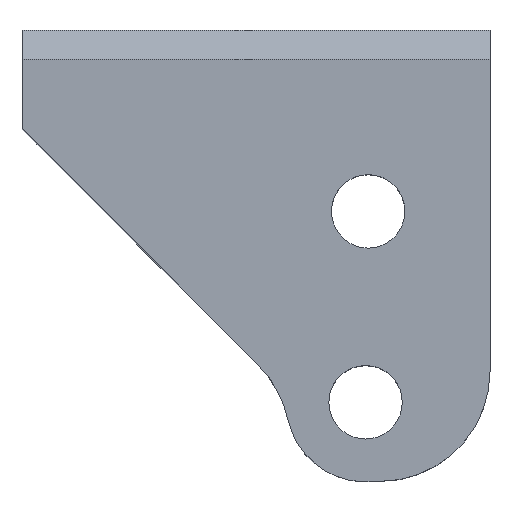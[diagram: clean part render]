
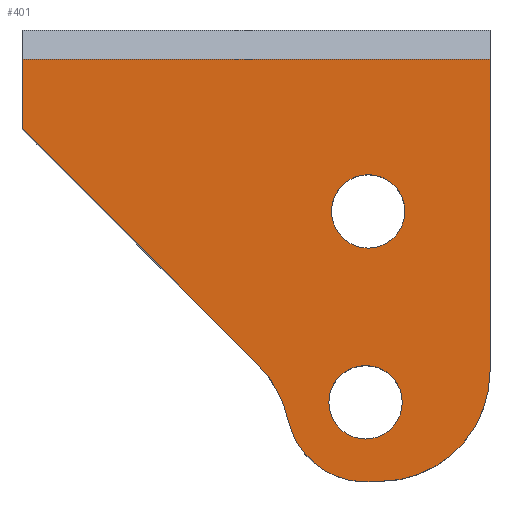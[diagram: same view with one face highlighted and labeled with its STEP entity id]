
A CAD part, top view. The second image highlights one B-rep face of the part: STEP entity #401.
In plain terms, the highlighted planar face has unit normal (0, 0, 1).
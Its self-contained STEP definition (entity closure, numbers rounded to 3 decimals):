
#26=FACE_BOUND('',#79,.T.);
#27=FACE_BOUND('',#80,.T.);
#36=CIRCLE('',#441,3.75);
#37=CIRCLE('',#442,2.708);
#38=CIRCLE('',#443,3.75);
#39=CIRCLE('',#444,1.25);
#40=CIRCLE('',#445,1.25);
#55=FACE_OUTER_BOUND('',#78,.T.);
#78=EDGE_LOOP('',(#308,#309,#310,#311,#312,#313,#314,#315));
#79=EDGE_LOOP('',(#316));
#80=EDGE_LOOP('',(#317));
#112=LINE('',#622,#151);
#117=LINE('',#631,#156);
#119=LINE('',#635,#158);
#122=LINE('',#643,#161);
#123=LINE('',#649,#162);
#151=VECTOR('',#499,10.);
#156=VECTOR('',#506,10.);
#158=VECTOR('',#510,10.);
#161=VECTOR('',#517,10.);
#162=VECTOR('',#522,10.);
#189=VERTEX_POINT('',#619);
#190=VERTEX_POINT('',#621);
#192=VERTEX_POINT('',#627);
#194=VERTEX_POINT('',#634);
#197=VERTEX_POINT('',#642);
#198=VERTEX_POINT('',#644);
#199=VERTEX_POINT('',#646);
#200=VERTEX_POINT('',#648);
#201=VERTEX_POINT('',#651);
#202=VERTEX_POINT('',#653);
#230=EDGE_CURVE('',#189,#190,#112,.T.);
#235=EDGE_CURVE('',#190,#192,#117,.T.);
#237=EDGE_CURVE('',#194,#192,#119,.T.);
#241=EDGE_CURVE('',#197,#189,#122,.T.);
#242=EDGE_CURVE('',#198,#197,#36,.T.);
#243=EDGE_CURVE('',#198,#199,#37,.T.);
#244=EDGE_CURVE('',#199,#200,#123,.T.);
#245=EDGE_CURVE('',#194,#200,#38,.T.);
#246=EDGE_CURVE('',#201,#201,#39,.F.);
#247=EDGE_CURVE('',#202,#202,#40,.F.);
#308=ORIENTED_EDGE('',*,*,#235,.F.);
#309=ORIENTED_EDGE('',*,*,#230,.F.);
#310=ORIENTED_EDGE('',*,*,#241,.F.);
#311=ORIENTED_EDGE('',*,*,#242,.F.);
#312=ORIENTED_EDGE('',*,*,#243,.T.);
#313=ORIENTED_EDGE('',*,*,#244,.T.);
#314=ORIENTED_EDGE('',*,*,#245,.F.);
#315=ORIENTED_EDGE('',*,*,#237,.T.);
#316=ORIENTED_EDGE('',*,*,#246,.T.);
#317=ORIENTED_EDGE('',*,*,#247,.T.);
#388=PLANE('',#440);
#401=ADVANCED_FACE('',(#55,#26,#27),#388,.T.);
#440=AXIS2_PLACEMENT_3D('',#641,#515,#516);
#441=AXIS2_PLACEMENT_3D('',#645,#518,#519);
#442=AXIS2_PLACEMENT_3D('',#647,#520,#521);
#443=AXIS2_PLACEMENT_3D('',#650,#523,#524);
#444=AXIS2_PLACEMENT_3D('',#652,#525,#526);
#445=AXIS2_PLACEMENT_3D('',#654,#527,#528);
#499=DIRECTION('',(0.,1.,0.));
#506=DIRECTION('',(1.,0.,0.));
#510=DIRECTION('',(0.,1.,0.));
#515=DIRECTION('center_axis',(0.,0.,1.));
#516=DIRECTION('ref_axis',(0.,-1.,0.));
#517=DIRECTION('',(-0.707,0.707,0.));
#518=DIRECTION('center_axis',(0.,0.,1.));
#519=DIRECTION('ref_axis',(0.877,0.48,0.));
#520=DIRECTION('center_axis',(0.,0.,1.));
#521=DIRECTION('ref_axis',(1.,0.,0.));
#522=DIRECTION('',(1.,0.,0.));
#523=DIRECTION('center_axis',(0.,0.,-1.));
#524=DIRECTION('ref_axis',(0.707,-0.707,0.));
#525=DIRECTION('center_axis',(0.,0.,1.));
#526=DIRECTION('ref_axis',(1.,0.,0.));
#527=DIRECTION('center_axis',(0.,0.,1.));
#528=DIRECTION('ref_axis',(1.,0.,0.));
#619=CARTESIAN_POINT('',(-199.787,224.809,-174.474));
#621=CARTESIAN_POINT('',(-199.787,227.175,-174.474));
#622=CARTESIAN_POINT('',(-199.787,226.583,-174.474));
#627=CARTESIAN_POINT('',(-183.853,227.175,-174.474));
#631=CARTESIAN_POINT('',(-191.787,227.175,-174.474));
#634=CARTESIAN_POINT('',(-183.853,216.559,-174.474));
#635=CARTESIAN_POINT('',(-183.853,229.675,-174.474));
#641=CARTESIAN_POINT('Origin',(-191.787,231.175,-174.474));
#642=CARTESIAN_POINT('',(-191.747,216.769,-174.474));
#643=CARTESIAN_POINT('',(-196.379,221.4,-174.474));
#644=CARTESIAN_POINT('',(-190.736,214.92,-174.474));
#645=CARTESIAN_POINT('Origin',(-194.399,214.117,-174.474));
#646=CARTESIAN_POINT('',(-187.787,212.809,-174.474));
#647=CARTESIAN_POINT('Origin',(-188.09,215.5,-174.474));
#648=CARTESIAN_POINT('',(-187.603,212.809,-174.474));
#649=CARTESIAN_POINT('',(-191.787,212.809,-174.474));
#650=CARTESIAN_POINT('Origin',(-187.603,216.559,-174.474));
#651=CARTESIAN_POINT('',(-189.25,222.,-174.474));
#652=CARTESIAN_POINT('Origin',(-188.,222.,-174.474));
#653=CARTESIAN_POINT('',(-189.34,215.5,-174.474));
#654=CARTESIAN_POINT('Origin',(-188.09,215.5,-174.474));
